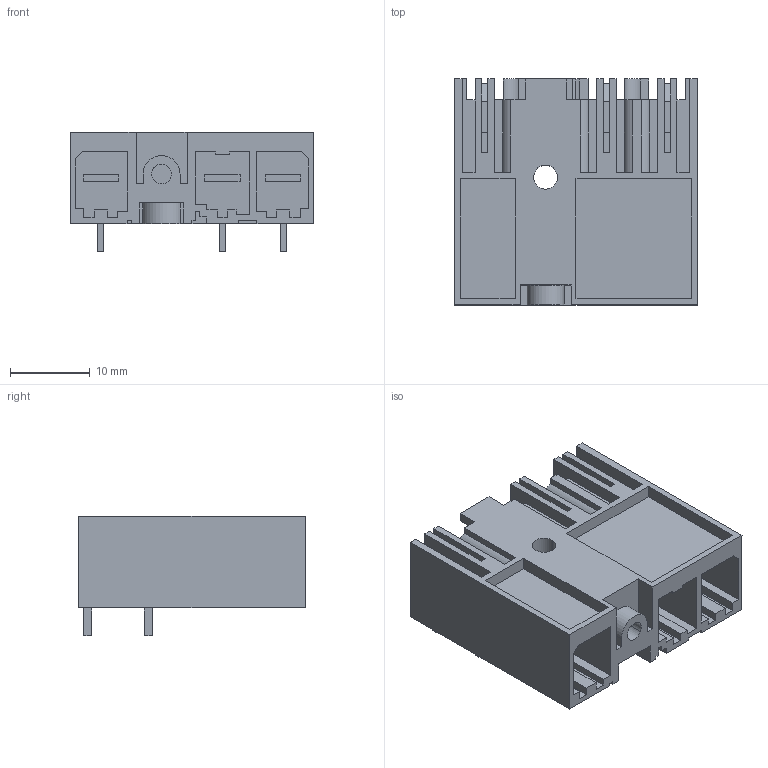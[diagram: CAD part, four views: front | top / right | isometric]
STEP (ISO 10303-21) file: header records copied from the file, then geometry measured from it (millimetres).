
FILE_DESCRIPTION(('CATIA V5R22 STEP214','CAx-IF Rec.Pracs.--- Model Styling and Organization---1.4--- 2014-01-23'),'2;1');
FILE_NAME ('D1449456_2_1156510000_1156510000.stp','2023-05-15T07:10:53+00:00',('none'),('Weidmueller'),'CATIA Version 5-6 Release 2016 SP3 HF44','CATIA V5 STEP AP214','none');
FILE_SCHEMA(('AUTOMOTIVE_DESIGN { 1 0 10303 214 1 1 1 1 }'));
Length unit declared in the file: millimetre
Products named in the file (1): 1156510000
Bounding box: 30.48 x 28.3 x 14.9 mm (x, y, z)
Volume: 5627.8 mm3; surface area: 7332.1 mm2
Topology: 4 solids, 4 shells, 288 faces, 831 edges, 556 vertices
Faces by surface type: plane 268, cylinder 20
Entity records: 9295 total; most frequent: ORIENTED_EDGE 1662, CARTESIAN_POINT 1632, DIRECTION 1302, EDGE_CURVE 831, VECTOR 787, LINE 787, VERTEX_POINT 556, EDGE_LOOP 303
